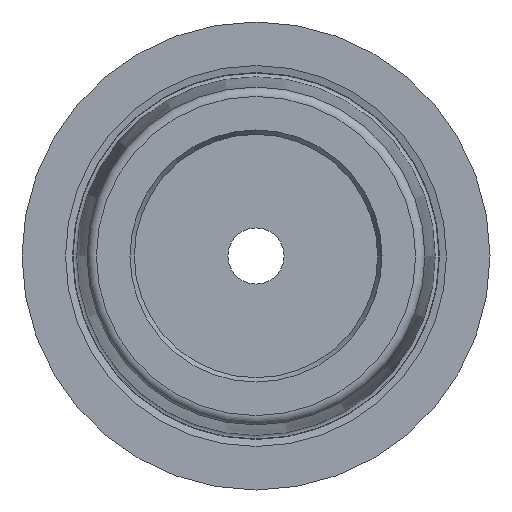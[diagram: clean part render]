
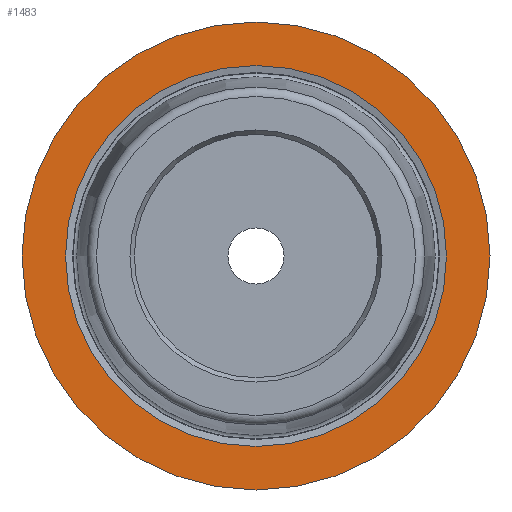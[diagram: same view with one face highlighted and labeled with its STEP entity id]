
A CAD part, left-side view. The second image highlights one B-rep face of the part: STEP entity #1483.
In plain terms, the highlighted planar face has unit normal (-1, 0, 0).
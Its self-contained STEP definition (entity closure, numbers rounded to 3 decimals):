
#1449=CARTESIAN_POINT('',(0.,20.35,0.0));
#1450=VERTEX_POINT('',#1449);
#1451=CARTESIAN_POINT('',(0.,0.0,0.0));
#1452=DIRECTION('',(1.0,0.0,0.0));
#1453=DIRECTION('',(0.0,1.0,0.0));
#1454=AXIS2_PLACEMENT_3D('',#1451,#1452,#1453);
#1455=CIRCLE('',#1454,20.35);
#1456=EDGE_CURVE('',#1450,#1450,#1455,.T.);
#1464=CARTESIAN_POINT('',(0.,22.675,0.0));
#1465=DIRECTION('',(-1.0,0.0,0.0));
#1466=DIRECTION('',(0.0,0.0,1.0));
#1467=AXIS2_PLACEMENT_3D('',#1464,#1465,#1466);
#1468=PLANE('',#1467);
#1469=CARTESIAN_POINT('',(0.0,25.,0.0));
#1470=VERTEX_POINT('',#1469);
#1471=CARTESIAN_POINT('',(0.0,0.0,0.0));
#1472=DIRECTION('',(1.0,0.0,0.0));
#1473=DIRECTION('',(0.0,1.0,0.0));
#1474=AXIS2_PLACEMENT_3D('',#1471,#1472,#1473);
#1475=CIRCLE('',#1474,25.);
#1476=EDGE_CURVE('',#1470,#1470,#1475,.T.);
#1477=ORIENTED_EDGE('',*,*,#1476,.F.);
#1478=EDGE_LOOP('',(#1477));
#1479=FACE_OUTER_BOUND('',#1478,.T.);
#1480=ORIENTED_EDGE('',*,*,#1456,.T.);
#1481=EDGE_LOOP('',(#1480));
#1482=FACE_BOUND('',#1481,.T.);
#1483=ADVANCED_FACE('',(#1479,#1482),#1468,.T.);
